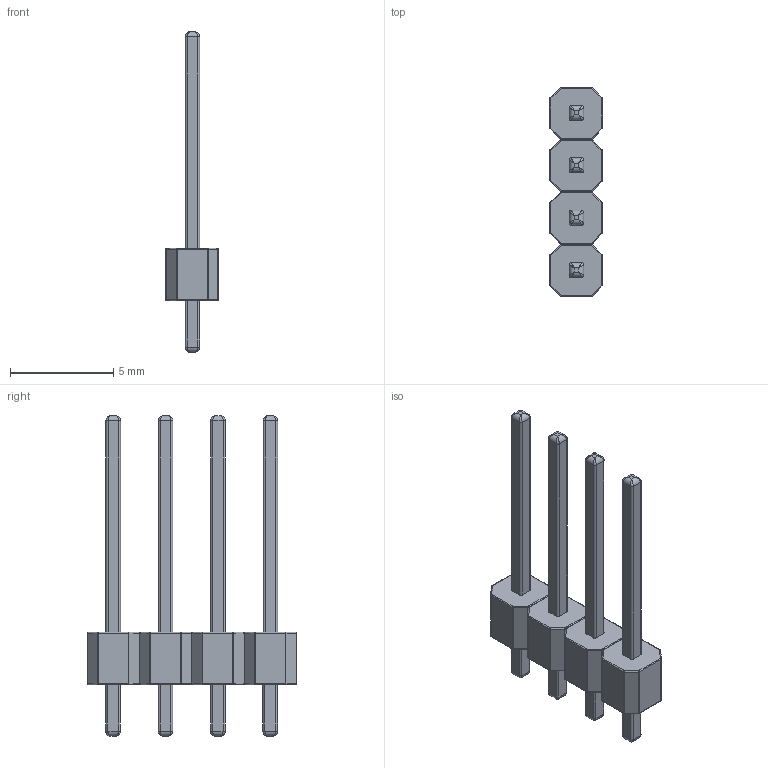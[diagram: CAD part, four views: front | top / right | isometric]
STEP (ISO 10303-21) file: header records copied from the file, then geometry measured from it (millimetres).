
FILE_DESCRIPTION(/* description */ (''),/* implementation_level */ '2;1');
FILE_NAME(/* name */ 'Header 4.step',/* time_stamp */ '2024-09-19T18:59:48+02:00',/* author */ (''),/* organization */ (''),/* preprocessor_version */ 'ST-DEVELOPER v20',/* originating_system */ 'Autodesk Translation Framework v13.14.0.145',/* authorisation */ '');
FILE_SCHEMA (('AUTOMOTIVE_DESIGN { 1 0 10303 214 3 1 1 }'));
Length unit declared in the file: millimetre
Products named in the file (2): Header 1; Header 1 pin
Assembly tree (1 placements, depth 2):
  Header 1
    Header 1 pin
Bounding box: 2.54 x 10.16 x 15.54 mm (x, y, z)
Volume: 212.9 mm3; surface area: 679.8 mm2
Topology: 10 solids, 10 shells, 840 faces, 1760 edges, 880 vertices
Faces by surface type: cylinder 400, plane 200, sphere 160, bspline 80
Entity records: 22832 total; most frequent: CARTESIAN_POINT 4923, DIRECTION 4006, ORIENTED_EDGE 3360, EDGE_CURVE 1680, AXIS2_PLACEMENT_3D 1563, LINE 880, VECTOR 880, VERTEX_POINT 880
